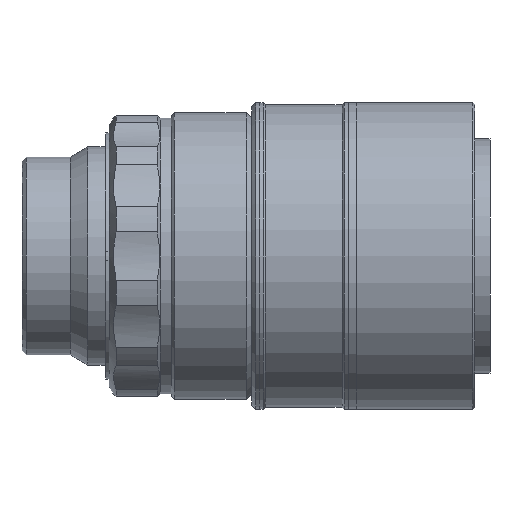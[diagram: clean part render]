
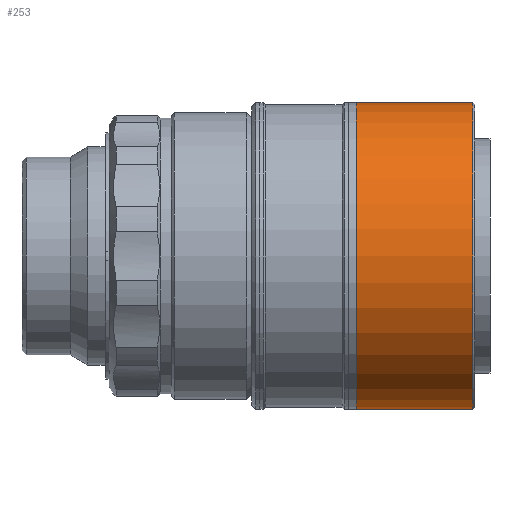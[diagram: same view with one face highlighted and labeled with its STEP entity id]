
A CAD part, front view. The second image highlights one B-rep face of the part: STEP entity #253.
In plain terms, the highlighted cylindrical face has radius 38 mm (diameter 76 mm), a partial arc.
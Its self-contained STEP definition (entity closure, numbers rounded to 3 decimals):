
#157 = DIRECTION ( 'NONE',  ( 1., 0., 0. ) ) ;
#253 = ADVANCED_FACE ( 'NONE', ( #2330 ), #2584, .T. ) ;
#385 = EDGE_CURVE ( 'NONE', #1509, #1465, #3820, .T. ) ;
#475 = EDGE_CURVE ( 'NONE', #927, #3637, #482, .T. ) ;
#479 = CARTESIAN_POINT ( 'NONE',  ( -40.76, 0., 38. ) ) ;
#482 = LINE ( 'NONE', #3092, #2878 ) ;
#581 = CARTESIAN_POINT ( 'NONE',  ( -40.76, 0., 0. ) ) ;
#589 = ORIENTED_EDGE ( 'NONE', *, *, #385, .F. ) ;
#617 = AXIS2_PLACEMENT_3D ( 'NONE', #1328, #1657, #2518 ) ;
#800 = AXIS2_PLACEMENT_3D ( 'NONE', #3497, #157, #1104 ) ;
#927 = VERTEX_POINT ( 'NONE', #1327 ) ;
#1046 = CARTESIAN_POINT ( 'NONE',  ( -11.98, 0., 38. ) ) ;
#1104 = DIRECTION ( 'NONE',  ( 0., 0., -1. ) ) ;
#1159 = CARTESIAN_POINT ( 'NONE',  ( 0., 0., 38. ) ) ;
#1327 = CARTESIAN_POINT ( 'NONE',  ( -40.76, 0., -38. ) ) ;
#1328 = CARTESIAN_POINT ( 'NONE',  ( -11.98, 0., 0. ) ) ;
#1465 = VERTEX_POINT ( 'NONE', #1046 ) ;
#1509 = VERTEX_POINT ( 'NONE', #479 ) ;
#1511 = CIRCLE ( 'NONE', #2025, 38. ) ;
#1657 = DIRECTION ( 'NONE',  ( -1., 0., 0. ) ) ;
#1801 = EDGE_LOOP ( 'NONE', ( #589, #2979, #2001, #2793 ) ) ;
#2001 = ORIENTED_EDGE ( 'NONE', *, *, #475, .T. ) ;
#2025 = AXIS2_PLACEMENT_3D ( 'NONE', #581, #2390, #2430 ) ;
#2043 = EDGE_CURVE ( 'NONE', #3637, #1465, #3368, .T. ) ;
#2330 = FACE_OUTER_BOUND ( 'NONE', #1801, .T. ) ;
#2366 = DIRECTION ( 'NONE',  ( 1., 0., 0. ) ) ;
#2390 = DIRECTION ( 'NONE',  ( 1., 0., 0. ) ) ;
#2430 = DIRECTION ( 'NONE',  ( 0., 0., -1. ) ) ;
#2518 = DIRECTION ( 'NONE',  ( 0., 0., -1. ) ) ;
#2584 = CYLINDRICAL_SURFACE ( 'NONE', #800, 38. ) ;
#2793 = ORIENTED_EDGE ( 'NONE', *, *, #2043, .T. ) ;
#2799 = CARTESIAN_POINT ( 'NONE',  ( -11.98, 0., -38. ) ) ;
#2839 = EDGE_CURVE ( 'NONE', #1509, #927, #1511, .T. ) ;
#2878 = VECTOR ( 'NONE', #3149, 1000. ) ;
#2979 = ORIENTED_EDGE ( 'NONE', *, *, #2839, .T. ) ;
#3092 = CARTESIAN_POINT ( 'NONE',  ( 0., 0., -38. ) ) ;
#3149 = DIRECTION ( 'NONE',  ( 1., 0., 0. ) ) ;
#3368 = CIRCLE ( 'NONE', #617, 38. ) ;
#3497 = CARTESIAN_POINT ( 'NONE',  ( 0., 0., 0. ) ) ;
#3637 = VERTEX_POINT ( 'NONE', #2799 ) ;
#3741 = VECTOR ( 'NONE', #2366, 1000. ) ;
#3820 = LINE ( 'NONE', #1159, #3741 ) ;
